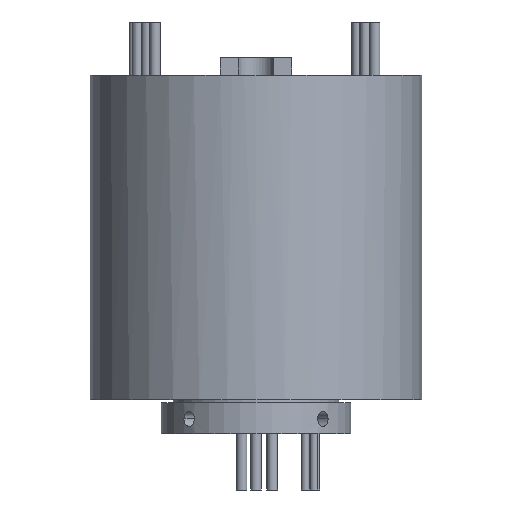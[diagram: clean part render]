
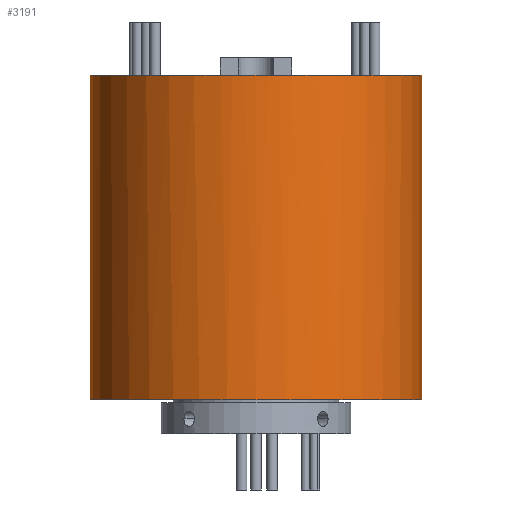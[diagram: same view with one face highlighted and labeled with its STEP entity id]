
A CAD part, front view. The second image highlights one B-rep face of the part: STEP entity #3191.
In plain terms, the highlighted cylindrical face has radius 28 mm (diameter 56 mm), a partial arc.
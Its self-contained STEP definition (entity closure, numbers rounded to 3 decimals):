
#28 = DIRECTION ( 'NONE',  ( 1., 0., 0. ) ) ;
#346 = CYLINDRICAL_SURFACE ( 'NONE', #5390, 28. ) ;
#435 = CARTESIAN_POINT ( 'NONE',  ( 0., 0., 5.7 ) ) ;
#573 = ORIENTED_EDGE ( 'NONE', *, *, #1096, .T. ) ;
#827 = CARTESIAN_POINT ( 'NONE',  ( 0., 0., 60.5 ) ) ;
#874 = VERTEX_POINT ( 'NONE', #6397 ) ;
#968 = CIRCLE ( 'NONE', #5987, 28. ) ;
#973 = DIRECTION ( 'NONE',  ( 1., 0., 0. ) ) ;
#1096 = EDGE_CURVE ( 'NONE', #5267, #6183, #2659, .T. ) ;
#1145 = VERTEX_POINT ( 'NONE', #1526 ) ;
#1434 = ORIENTED_EDGE ( 'NONE', *, *, #4079, .F. ) ;
#1526 = CARTESIAN_POINT ( 'NONE',  ( -28., 0., 60.5 ) ) ;
#1617 = VERTEX_POINT ( 'NONE', #4386 ) ;
#1687 = CARTESIAN_POINT ( 'NONE',  ( 6., -27.35, 60.5 ) ) ;
#1767 = VERTEX_POINT ( 'NONE', #2513 ) ;
#1891 = FACE_OUTER_BOUND ( 'NONE', #5698, .T. ) ;
#1993 = CARTESIAN_POINT ( 'NONE',  ( -28., 0., 60.5 ) ) ;
#2146 = CARTESIAN_POINT ( 'NONE',  ( -28., 0., 5.7 ) ) ;
#2513 = CARTESIAN_POINT ( 'NONE',  ( 28., 0., 60.5 ) ) ;
#2659 = CIRCLE ( 'NONE', #6336, 28. ) ;
#2696 = EDGE_CURVE ( 'NONE', #5614, #1767, #5210, .T. ) ;
#2722 = CARTESIAN_POINT ( 'NONE',  ( 28., 0., 5.7 ) ) ;
#2770 = CARTESIAN_POINT ( 'NONE',  ( 0., 0., 60.5 ) ) ;
#2821 = DIRECTION ( 'NONE',  ( 0., 0., 1. ) ) ;
#2879 = CIRCLE ( 'NONE', #3819, 28. ) ;
#2893 = CARTESIAN_POINT ( 'NONE',  ( 0., 0., 60.5 ) ) ;
#3039 = ORIENTED_EDGE ( 'NONE', *, *, #2696, .F. ) ;
#3084 = DIRECTION ( 'NONE',  ( 0., 0., 1. ) ) ;
#3191 = ADVANCED_FACE ( 'NONE', ( #1891 ), #346, .T. ) ;
#3273 = DIRECTION ( 'NONE',  ( 1., 0., 0. ) ) ;
#3347 = VECTOR ( 'NONE', #4034, 1000. ) ;
#3399 = DIRECTION ( 'NONE',  ( 1., 0., 0. ) ) ;
#3460 = CIRCLE ( 'NONE', #4177, 28. ) ;
#3471 = AXIS2_PLACEMENT_3D ( 'NONE', #6175, #3084, #28 ) ;
#3514 = VECTOR ( 'NONE', #4496, 1000. ) ;
#3819 = AXIS2_PLACEMENT_3D ( 'NONE', #2893, #6485, #3399 ) ;
#3844 = EDGE_CURVE ( 'NONE', #1767, #6183, #6258, .T. ) ;
#3872 = DIRECTION ( 'NONE',  ( -1., 0., 0. ) ) ;
#3887 = EDGE_CURVE ( 'NONE', #1145, #5267, #4733, .T. ) ;
#4017 = DIRECTION ( 'NONE',  ( 0., 0., 1. ) ) ;
#4034 = DIRECTION ( 'NONE',  ( 0., 0., -1. ) ) ;
#4079 = EDGE_CURVE ( 'NONE', #1145, #1617, #2879, .T. ) ;
#4177 = AXIS2_PLACEMENT_3D ( 'NONE', #5896, #2821, #6417 ) ;
#4385 = EDGE_CURVE ( 'NONE', #1617, #874, #968, .T. ) ;
#4386 = CARTESIAN_POINT ( 'NONE',  ( -6., -27.35, 60.5 ) ) ;
#4488 = ORIENTED_EDGE ( 'NONE', *, *, #3887, .T. ) ;
#4496 = DIRECTION ( 'NONE',  ( 0., 0., -1. ) ) ;
#4733 = LINE ( 'NONE', #1993, #3347 ) ;
#4925 = DIRECTION ( 'NONE',  ( 0., 0., -1. ) ) ;
#5210 = CIRCLE ( 'NONE', #3471, 28. ) ;
#5267 = VERTEX_POINT ( 'NONE', #2146 ) ;
#5390 = AXIS2_PLACEMENT_3D ( 'NONE', #827, #4925, #3872 ) ;
#5504 = CARTESIAN_POINT ( 'NONE',  ( 28., 0., 60.5 ) ) ;
#5614 = VERTEX_POINT ( 'NONE', #1687 ) ;
#5698 = EDGE_LOOP ( 'NONE', ( #6145, #3039, #6398, #6211, #1434, #4488, #573 ) ) ;
#5739 = EDGE_CURVE ( 'NONE', #874, #5614, #3460, .T. ) ;
#5896 = CARTESIAN_POINT ( 'NONE',  ( 0., 0., 60.5 ) ) ;
#5987 = AXIS2_PLACEMENT_3D ( 'NONE', #2770, #6365, #3273 ) ;
#6145 = ORIENTED_EDGE ( 'NONE', *, *, #3844, .F. ) ;
#6175 = CARTESIAN_POINT ( 'NONE',  ( 0., 0., 60.5 ) ) ;
#6183 = VERTEX_POINT ( 'NONE', #2722 ) ;
#6211 = ORIENTED_EDGE ( 'NONE', *, *, #4385, .F. ) ;
#6258 = LINE ( 'NONE', #5504, #3514 ) ;
#6336 = AXIS2_PLACEMENT_3D ( 'NONE', #435, #4017, #973 ) ;
#6365 = DIRECTION ( 'NONE',  ( 0., 0., 1. ) ) ;
#6397 = CARTESIAN_POINT ( 'NONE',  ( 0., -28., 60.5 ) ) ;
#6398 = ORIENTED_EDGE ( 'NONE', *, *, #5739, .F. ) ;
#6417 = DIRECTION ( 'NONE',  ( 1., 0., 0. ) ) ;
#6485 = DIRECTION ( 'NONE',  ( 0., 0., 1. ) ) ;
